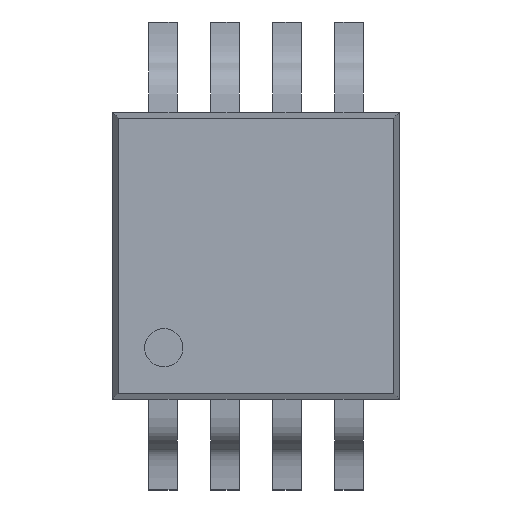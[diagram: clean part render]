
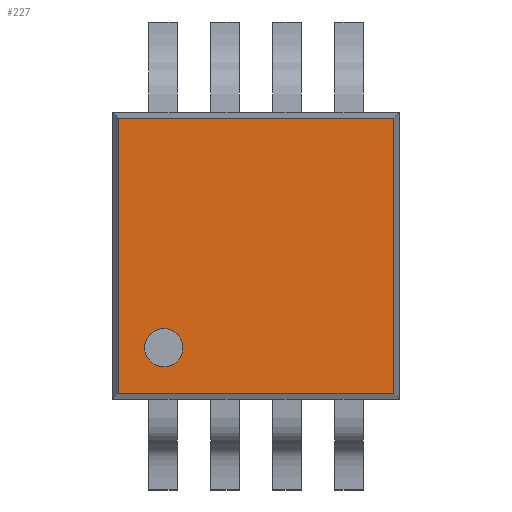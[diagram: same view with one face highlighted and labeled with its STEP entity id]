
A CAD part, top view. The second image highlights one B-rep face of the part: STEP entity #227.
In plain terms, the highlighted planar face has unit normal (0, 0, 1).
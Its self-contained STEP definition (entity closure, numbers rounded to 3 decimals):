
#174 = DIRECTION ( 'NONE',  ( 0., 1., 0. ) ) ;
#175 = CARTESIAN_POINT ( 'NONE',  ( 1.443, 1.443, 0.85 ) ) ;
#176 = DIRECTION ( 'NONE',  ( 1., 0., 0. ) ) ;
#177 = CARTESIAN_POINT ( 'NONE',  ( 1.5, -1.443, 0.85 ) ) ;
#178 = DIRECTION ( 'NONE',  ( 0., -1., 0. ) ) ;
#179 = DIRECTION ( 'NONE',  ( -1., 0., 0. ) ) ;
#181 = DIRECTION ( 'NONE',  ( 1., 0., 0. ) ) ;
#182 = DIRECTION ( 'NONE',  ( 0., 0., 1. ) ) ;
#183 = CARTESIAN_POINT ( 'NONE',  ( -0.965, -0.961, 0.85 ) ) ;
#184 = CARTESIAN_POINT ( 'NONE',  ( -1.443, -1.443, 0.85 ) ) ;
#194 = CARTESIAN_POINT ( 'NONE',  ( -1.5, 1.443, 0.85 ) ) ;
#227 = ADVANCED_FACE ( 'NONE', ( #2323, #2327 ), #3335, .T. ) ;
#238 = EDGE_CURVE ( 'NONE', #3216, #3146, #2357, .T. ) ;
#292 = EDGE_CURVE ( 'NONE', #3146, #3216, #2443, .T. ) ;
#293 = EDGE_CURVE ( 'NONE', #1804, #2197, #2445, .T. ) ;
#294 = EDGE_CURVE ( 'NONE', #2197, #2247, #2428, .T. ) ;
#295 = EDGE_CURVE ( 'NONE', #2247, #2248, #2448, .T. ) ;
#296 = EDGE_CURVE ( 'NONE', #2248, #1804, #2450, .T. ) ;
#904 = EDGE_LOOP ( 'NONE', ( #2213, #2212, #2214, #2215 ) ) ;
#913 = EDGE_LOOP ( 'NONE', ( #2241, #2236 ) ) ;
#1145 = AXIS2_PLACEMENT_3D ( 'NONE', #3328, #3327, #3326 ) ;
#1169 = AXIS2_PLACEMENT_3D ( 'NONE', #3254, #3253, #3252 ) ;
#1172 = AXIS2_PLACEMENT_3D ( 'NONE', #183, #182, #181 ) ;
#1646 = CARTESIAN_POINT ( 'NONE',  ( 1.443, 1.443, 0.85 ) ) ;
#1651 = CARTESIAN_POINT ( 'NONE',  ( -1.443, 1.443, 0.85 ) ) ;
#1652 = CARTESIAN_POINT ( 'NONE',  ( -1.443, -1.443, 0.85 ) ) ;
#1658 = CARTESIAN_POINT ( 'NONE',  ( 1.443, -1.443, 0.85 ) ) ;
#1678 = CARTESIAN_POINT ( 'NONE',  ( -0.765, -0.961, 0.85 ) ) ;
#1755 = CARTESIAN_POINT ( 'NONE',  ( -1.165, -0.961, 0.85 ) ) ;
#1804 = VERTEX_POINT ( 'NONE', #1646 ) ;
#2197 = VERTEX_POINT ( 'NONE', #1651 ) ;
#2212 = ORIENTED_EDGE ( 'NONE', *, *, #294, .T. ) ;
#2213 = ORIENTED_EDGE ( 'NONE', *, *, #293, .T. ) ;
#2214 = ORIENTED_EDGE ( 'NONE', *, *, #295, .T. ) ;
#2215 = ORIENTED_EDGE ( 'NONE', *, *, #296, .T. ) ;
#2236 = ORIENTED_EDGE ( 'NONE', *, *, #238, .F. ) ;
#2241 = ORIENTED_EDGE ( 'NONE', *, *, #292, .F. ) ;
#2247 = VERTEX_POINT ( 'NONE', #1652 ) ;
#2248 = VERTEX_POINT ( 'NONE', #1658 ) ;
#2323 = FACE_BOUND ( 'NONE', #913, .T. ) ;
#2327 = FACE_OUTER_BOUND ( 'NONE', #904, .T. ) ;
#2357 = CIRCLE ( 'NONE', #1169, 0.2 ) ;
#2428 = LINE ( 'NONE', #184, #2449 ) ;
#2443 = CIRCLE ( 'NONE', #1172, 0.2 ) ;
#2445 = LINE ( 'NONE', #194, #2447 ) ;
#2447 = VECTOR ( 'NONE', #179, 1000. ) ;
#2448 = LINE ( 'NONE', #177, #2451 ) ;
#2449 = VECTOR ( 'NONE', #178, 1000. ) ;
#2450 = LINE ( 'NONE', #175, #2453 ) ;
#2451 = VECTOR ( 'NONE', #176, 1000. ) ;
#2453 = VECTOR ( 'NONE', #174, 1000. ) ;
#3146 = VERTEX_POINT ( 'NONE', #1678 ) ;
#3216 = VERTEX_POINT ( 'NONE', #1755 ) ;
#3252 = DIRECTION ( 'NONE',  ( 1., 0., 0. ) ) ;
#3253 = DIRECTION ( 'NONE',  ( 0., 0., 1. ) ) ;
#3254 = CARTESIAN_POINT ( 'NONE',  ( -0.965, -0.961, 0.85 ) ) ;
#3326 = DIRECTION ( 'NONE',  ( 1., 0., 0. ) ) ;
#3327 = DIRECTION ( 'NONE',  ( 0., 0., 1. ) ) ;
#3328 = CARTESIAN_POINT ( 'NONE',  ( 0., 0., 0.85 ) ) ;
#3335 = PLANE ( 'NONE',  #1145 ) ;
